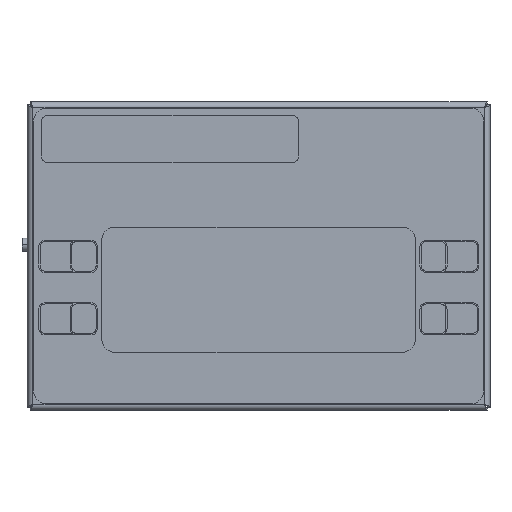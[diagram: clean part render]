
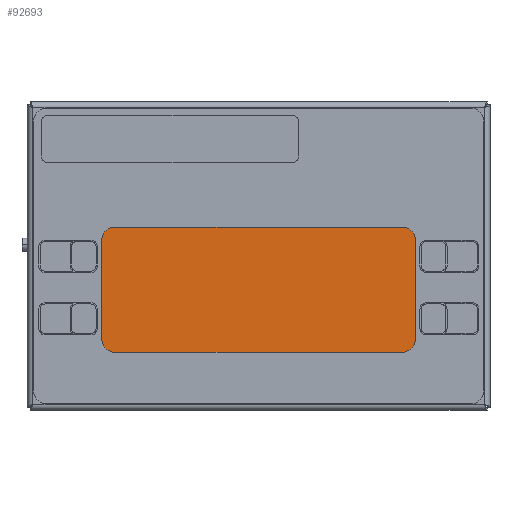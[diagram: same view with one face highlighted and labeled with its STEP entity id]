
A CAD part, top view. The second image highlights one B-rep face of the part: STEP entity #92693.
In plain terms, the highlighted planar face has unit normal (0, 0, 1).
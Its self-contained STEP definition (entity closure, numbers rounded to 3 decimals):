
#7047=PLANE('',#97905);
#10470=FACE_OUTER_BOUND('',#15591,.T.);
#15591=EDGE_LOOP('',(#64401,#64402,#64403,#64404,#64405,#64406,#64407,#64408));
#20999=LINE('',#128654,#30604);
#21003=LINE('',#128666,#30608);
#21007=LINE('',#128678,#30612);
#21011=LINE('',#128688,#30616);
#30604=VECTOR('',#104950,10.);
#30608=VECTOR('',#104962,10.);
#30612=VECTOR('',#104974,10.);
#30616=VECTOR('',#104986,10.);
#40207=CIRCLE('',#97891,5.);
#40209=CIRCLE('',#97895,5.);
#40211=CIRCLE('',#97899,5.);
#40213=CIRCLE('',#97903,5.);
#42124=VERTEX_POINT('',#128645);
#42125=VERTEX_POINT('',#128647);
#42127=VERTEX_POINT('',#128653);
#42129=VERTEX_POINT('',#128659);
#42131=VERTEX_POINT('',#128665);
#42133=VERTEX_POINT('',#128671);
#42135=VERTEX_POINT('',#128677);
#42137=VERTEX_POINT('',#128683);
#50990=EDGE_CURVE('',#42125,#42124,#40207,.T.);
#50993=EDGE_CURVE('',#42127,#42125,#20999,.T.);
#50996=EDGE_CURVE('',#42129,#42127,#40209,.T.);
#50999=EDGE_CURVE('',#42131,#42129,#21003,.T.);
#51002=EDGE_CURVE('',#42133,#42131,#40211,.T.);
#51005=EDGE_CURVE('',#42135,#42133,#21007,.T.);
#51008=EDGE_CURVE('',#42137,#42135,#40213,.T.);
#51011=EDGE_CURVE('',#42124,#42137,#21011,.T.);
#64401=ORIENTED_EDGE('',*,*,#51011,.T.);
#64402=ORIENTED_EDGE('',*,*,#51008,.T.);
#64403=ORIENTED_EDGE('',*,*,#51005,.T.);
#64404=ORIENTED_EDGE('',*,*,#51002,.T.);
#64405=ORIENTED_EDGE('',*,*,#50999,.T.);
#64406=ORIENTED_EDGE('',*,*,#50996,.T.);
#64407=ORIENTED_EDGE('',*,*,#50993,.T.);
#64408=ORIENTED_EDGE('',*,*,#50990,.T.);
#92693=ADVANCED_FACE('',(#10470),#7047,.T.);
#97891=AXIS2_PLACEMENT_3D('',#128648,#104944,#104945);
#97895=AXIS2_PLACEMENT_3D('',#128660,#104956,#104957);
#97899=AXIS2_PLACEMENT_3D('',#128672,#104968,#104969);
#97903=AXIS2_PLACEMENT_3D('',#128684,#104980,#104981);
#97905=AXIS2_PLACEMENT_3D('',#128689,#104987,#104988);
#104944=DIRECTION('center_axis',(0.,0.,
1.));
#104945=DIRECTION('ref_axis',(1.,0.,0.));
#104950=DIRECTION('',(0.,1.,0.));
#104956=DIRECTION('center_axis',(0.,0.,
1.));
#104957=DIRECTION('ref_axis',(0.,-1.,0.));
#104962=DIRECTION('',(1.,0.,0.));
#104968=DIRECTION('center_axis',(0.,0.,
1.));
#104969=DIRECTION('ref_axis',(-1.,0.,0.));
#104974=DIRECTION('',(0.,-1.,0.));
#104980=DIRECTION('center_axis',(0.,0.,
1.));
#104981=DIRECTION('ref_axis',(0.,1.,0.));
#104986=DIRECTION('',(-1.,0.,0.));
#104987=DIRECTION('center_axis',(0.,0.,
1.));
#104988=DIRECTION('ref_axis',(1.,0.,0.));
#128645=CARTESIAN_POINT('',(55.962,11.223,2.));
#128647=CARTESIAN_POINT('',(60.962,6.223,2.));
#128648=CARTESIAN_POINT('Origin',(55.962,6.223,2.));
#128653=CARTESIAN_POINT('',(60.962,-32.445,2.));
#128654=CARTESIAN_POINT('',(60.962,-32.445,2.));
#128659=CARTESIAN_POINT('',(55.962,-37.445,2.));
#128660=CARTESIAN_POINT('Origin',(55.962,-32.445,2.));
#128665=CARTESIAN_POINT('',(-56.003,-37.445,2.));
#128666=CARTESIAN_POINT('',(-56.003,-37.445,2.));
#128671=CARTESIAN_POINT('',(-61.003,-32.445,2.));
#128672=CARTESIAN_POINT('Origin',(-56.003,-32.445,2.));
#128677=CARTESIAN_POINT('',(-61.003,6.223,2.));
#128678=CARTESIAN_POINT('',(-61.003,6.223,2.));
#128683=CARTESIAN_POINT('',(-56.003,11.223,2.));
#128684=CARTESIAN_POINT('Origin',(-56.003,6.223,2.));
#128688=CARTESIAN_POINT('',(55.962,11.223,2.));
#128689=CARTESIAN_POINT('Origin',(-0.021,-13.111,
2.));
